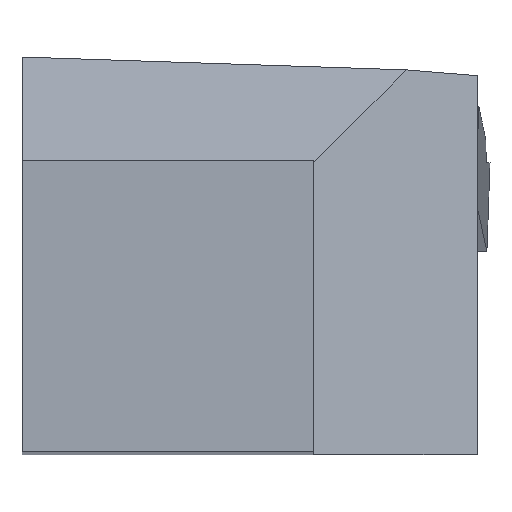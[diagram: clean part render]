
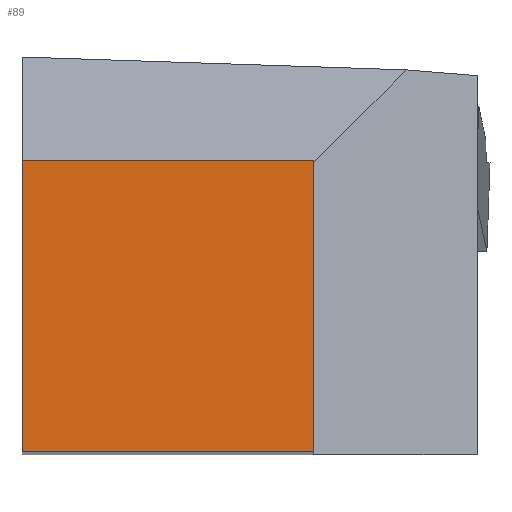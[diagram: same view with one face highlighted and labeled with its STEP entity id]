
A CAD part, top view. The second image highlights one B-rep face of the part: STEP entity #89.
In plain terms, the highlighted planar face has unit normal (0, 0, 1).
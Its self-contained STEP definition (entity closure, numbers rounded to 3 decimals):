
#89=ADVANCED_FACE('',(#162),#125,.F.);
#125=PLANE('',#783);
#162=FACE_OUTER_BOUND('',#199,.T.);
#199=EDGE_LOOP('',(#368,#369,#370,#371));
#368=ORIENTED_EDGE('',*,*,#533,.F.);
#369=ORIENTED_EDGE('',*,*,#534,.T.);
#370=ORIENTED_EDGE('',*,*,#535,.T.);
#371=ORIENTED_EDGE('',*,*,#536,.T.);
#445=VERTEX_POINT('',#1142);
#446=VERTEX_POINT('',#1143);
#447=VERTEX_POINT('',#1145);
#448=VERTEX_POINT('',#1147);
#533=EDGE_CURVE('',#445,#446,#623,.T.);
#534=EDGE_CURVE('',#445,#447,#624,.T.);
#535=EDGE_CURVE('',#447,#448,#625,.T.);
#536=EDGE_CURVE('',#448,#446,#626,.T.);
#623=LINE('',#1141,#713);
#624=LINE('',#1144,#714);
#625=LINE('',#1146,#715);
#626=LINE('',#1148,#716);
#713=VECTOR('',#946,1.);
#714=VECTOR('',#947,1.);
#715=VECTOR('',#948,1.);
#716=VECTOR('',#949,1.);
#783=AXIS2_PLACEMENT_3D('',#1149,#950,#951);
#946=DIRECTION('',(0.,-1.,0.));
#947=DIRECTION('',(-1.,0.,0.));
#948=DIRECTION('',(0.,-1.,0.));
#949=DIRECTION('',(1.,0.,0.));
#950=DIRECTION('',(0.,0.,-1.));
#951=DIRECTION('',(1.,0.,0.));
#1141=CARTESIAN_POINT('',(12.65,-25.3,96.68));
#1142=CARTESIAN_POINT('',(12.65,0.,96.68));
#1143=CARTESIAN_POINT('',(12.65,-25.3,96.68));
#1144=CARTESIAN_POINT('',(-12.65,0.,96.68));
#1145=CARTESIAN_POINT('',(-12.65,0.,96.68));
#1146=CARTESIAN_POINT('',(-12.65,-25.3,96.68));
#1147=CARTESIAN_POINT('',(-12.65,-25.3,96.68));
#1148=CARTESIAN_POINT('',(12.65,-25.3,96.68));
#1149=CARTESIAN_POINT('',(12.65,-25.3,96.68));
